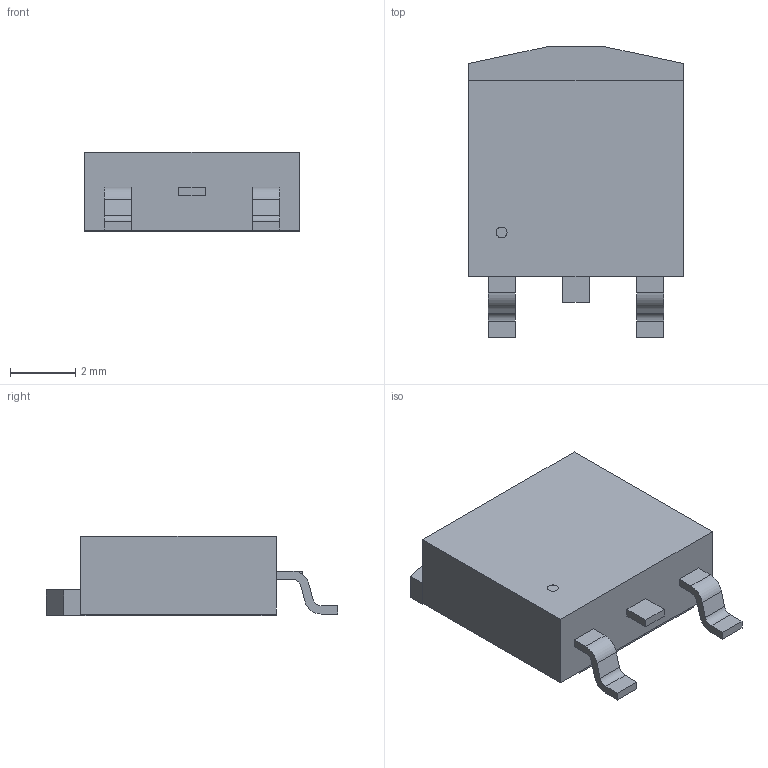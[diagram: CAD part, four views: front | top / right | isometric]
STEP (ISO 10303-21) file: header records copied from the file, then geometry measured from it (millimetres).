
FILE_DESCRIPTION(('HOOPS Exchange Step'),'2;1');
FILE_NAME('temp_export','2023-02-01T19:18:50+08:00',('30abd'),('Shapr3D Limited'),'HOOPS Exchange 2022.2','Shapr3D','Authorized');
FILE_SCHEMA( ('AUTOMOTIVE_DESIGN { 1 0 10303 214 1 1 1 1 }') );
Length unit declared in the file: millimetre
Products named in the file (2): temp_import.step; root
Assembly tree (1 placements, depth 2):
  root
    temp_import.step
Bounding box: 6.6 x 8.96 x 2.44 mm (x, y, z)
Volume: 101.8 mm3; surface area: 232.3 mm2
Topology: 6 solids, 6 shells, 59 faces, 141 edges, 94 vertices
Faces by surface type: plane 50, cylinder 9
Full cylindrical faces by diameter (mm): 0.33 x1
Entity records: 1745 total; most frequent: CARTESIAN_POINT 296, ORIENTED_EDGE 282, DIRECTION 281, EDGE_CURVE 141, VECTOR 123, LINE 123, VERTEX_POINT 94, AXIS2_PLACEMENT_3D 79
